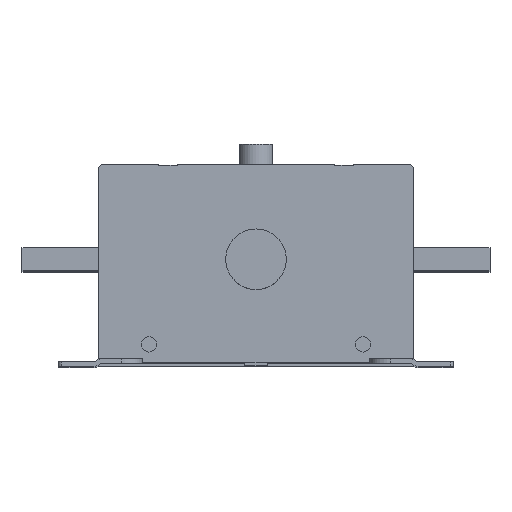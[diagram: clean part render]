
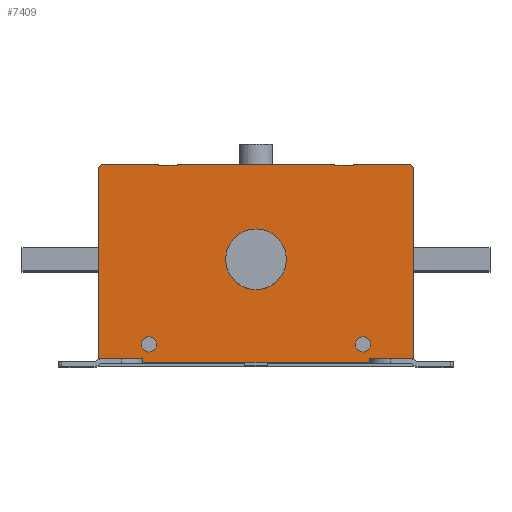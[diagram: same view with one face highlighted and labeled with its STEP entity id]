
A CAD part, top view. The second image highlights one B-rep face of the part: STEP entity #7409.
In plain terms, the highlighted planar face has unit normal (0, 0, 1).
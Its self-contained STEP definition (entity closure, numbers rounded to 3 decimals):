
#224=DIRECTION('',(0.,-1.,0.));
#225=VECTOR('',#224,124.);
#226=CARTESIAN_POINT('',(103.,59.,360.));
#227=LINE('',#226,#225);
#379=DIRECTION('',(-1.,0.,0.));
#380=VECTOR('',#379,147.8);
#381=CARTESIAN_POINT('',(73.9,-67.5,360.));
#382=LINE('',#381,#380);
#506=DIRECTION('',(0.,1.,0.));
#507=VECTOR('',#506,124.);
#508=CARTESIAN_POINT('',(-103.,-65.,360.));
#509=LINE('',#508,#507);
#618=DIRECTION('',(1.,0.,0.));
#619=VECTOR('',#618,36.3);
#620=CARTESIAN_POINT('',(-100.,62.,360.));
#621=LINE('',#620,#619);
#626=DIRECTION('',(0.,-1.,0.));
#627=VECTOR('',#626,0.5);
#628=CARTESIAN_POINT('',(-63.7,62.,360.));
#629=LINE('',#628,#627);
#638=DIRECTION('',(-1.,0.,0.));
#639=VECTOR('',#638,12.2);
#640=CARTESIAN_POINT('',(-51.5,61.5,360.));
#641=LINE('',#640,#639);
#642=DIRECTION('',(0.,-1.,0.));
#643=VECTOR('',#642,0.5);
#644=CARTESIAN_POINT('',(-51.5,62.,360.));
#645=LINE('',#644,#643);
#646=DIRECTION('',(-1.,0.,0.));
#647=VECTOR('',#646,103.);
#648=CARTESIAN_POINT('',(51.5,62.,360.));
#649=LINE('',#648,#647);
#650=DIRECTION('',(0.,1.,0.));
#651=VECTOR('',#650,0.5);
#652=CARTESIAN_POINT('',(51.5,61.5,360.));
#653=LINE('',#652,#651);
#654=DIRECTION('',(-1.,0.,0.));
#655=VECTOR('',#654,12.2);
#656=CARTESIAN_POINT('',(63.7,61.5,360.));
#657=LINE('',#656,#655);
#658=DIRECTION('',(0.,-1.,0.));
#659=VECTOR('',#658,0.5);
#660=CARTESIAN_POINT('',(63.7,62.,360.));
#661=LINE('',#660,#659);
#662=DIRECTION('',(-1.,0.,0.));
#663=VECTOR('',#662,36.3);
#664=CARTESIAN_POINT('',(100.,62.,360.));
#665=LINE('',#664,#663);
#666=CARTESIAN_POINT('',(100.,59.,360.));
#667=DIRECTION('',(0.,0.,1.));
#668=DIRECTION('',(1.,0.,0.));
#669=AXIS2_PLACEMENT_3D('',#666,#667,#668);
#671=DIRECTION('',(1.,0.,0.));
#672=VECTOR('',#671,29.1);
#673=CARTESIAN_POINT('',(73.9,-65.,360.));
#674=LINE('',#673,#672);
#675=DIRECTION('',(0.,1.,0.));
#676=VECTOR('',#675,2.5);
#677=CARTESIAN_POINT('',(73.9,-67.5,360.));
#678=LINE('',#677,#676);
#679=DIRECTION('',(0.,-1.,0.));
#680=VECTOR('',#679,2.5);
#681=CARTESIAN_POINT('',(-73.9,-65.,360.));
#682=LINE('',#681,#680);
#683=DIRECTION('',(1.,0.,0.));
#684=VECTOR('',#683,29.1);
#685=CARTESIAN_POINT('',(-103.,-65.,360.));
#686=LINE('',#685,#684);
#687=CARTESIAN_POINT('',(-100.,59.,360.));
#688=DIRECTION('',(0.,0.,1.));
#689=DIRECTION('',(0.,1.,0.));
#690=AXIS2_PLACEMENT_3D('',#687,#688,#689);
#692=CARTESIAN_POINT('',(0.,0.,360.));
#693=DIRECTION('',(0.,0.,-1.));
#694=DIRECTION('',(-1.,0.,0.));
#695=AXIS2_PLACEMENT_3D('',#692,#693,#694);
#697=CARTESIAN_POINT('',(0.,0.,360.));
#698=DIRECTION('',(0.,0.,-1.));
#699=DIRECTION('',(1.,0.,0.));
#700=AXIS2_PLACEMENT_3D('',#697,#698,#699);
#702=CARTESIAN_POINT('',(-70.,-55.63,360.));
#703=DIRECTION('',(0.,0.,-1.));
#704=DIRECTION('',(-1.,0.,0.));
#705=AXIS2_PLACEMENT_3D('',#702,#703,#704);
#707=CARTESIAN_POINT('',(-70.,-55.63,360.));
#708=DIRECTION('',(0.,0.,-1.));
#709=DIRECTION('',(1.,0.,0.));
#710=AXIS2_PLACEMENT_3D('',#707,#708,#709);
#712=CARTESIAN_POINT('',(70.,-55.63,360.));
#713=DIRECTION('',(0.,0.,-1.));
#714=DIRECTION('',(-1.,0.,0.));
#715=AXIS2_PLACEMENT_3D('',#712,#713,#714);
#717=CARTESIAN_POINT('',(70.,-55.63,360.));
#718=DIRECTION('',(0.,0.,-1.));
#719=DIRECTION('',(1.,0.,0.));
#720=AXIS2_PLACEMENT_3D('',#717,#718,#719);
#5938=CARTESIAN_POINT('',(103.,-65.,360.));
#5939=VERTEX_POINT('',#5938);
#5940=CARTESIAN_POINT('',(73.9,-65.,360.));
#5941=VERTEX_POINT('',#5940);
#5974=CARTESIAN_POINT('',(73.9,-67.5,360.));
#5975=VERTEX_POINT('',#5974);
#6064=CARTESIAN_POINT('',(-73.9,-67.5,360.));
#6065=VERTEX_POINT('',#6064);
#6066=CARTESIAN_POINT('',(-73.9,-65.,360.));
#6067=VERTEX_POINT('',#6066);
#6150=CARTESIAN_POINT('',(-103.,-65.,360.));
#6151=VERTEX_POINT('',#6150);
#6740=CARTESIAN_POINT('',(103.,59.,360.));
#6741=VERTEX_POINT('',#6740);
#6742=CARTESIAN_POINT('',(100.,62.,360.));
#6743=VERTEX_POINT('',#6742);
#6744=CARTESIAN_POINT('',(63.7,62.,360.));
#6745=VERTEX_POINT('',#6744);
#6746=CARTESIAN_POINT('',(63.7,61.5,360.));
#6747=VERTEX_POINT('',#6746);
#6748=CARTESIAN_POINT('',(51.5,61.5,360.));
#6749=VERTEX_POINT('',#6748);
#6750=CARTESIAN_POINT('',(51.5,62.,360.));
#6751=VERTEX_POINT('',#6750);
#6752=CARTESIAN_POINT('',(-51.5,62.,360.));
#6753=VERTEX_POINT('',#6752);
#6754=CARTESIAN_POINT('',(-51.5,61.5,360.));
#6755=VERTEX_POINT('',#6754);
#6756=CARTESIAN_POINT('',(-63.7,61.5,360.));
#6757=VERTEX_POINT('',#6756);
#6758=CARTESIAN_POINT('',(-63.7,62.,360.));
#6759=VERTEX_POINT('',#6758);
#6760=CARTESIAN_POINT('',(-100.,62.,360.));
#6761=VERTEX_POINT('',#6760);
#6762=CARTESIAN_POINT('',(-103.,59.,360.));
#6763=VERTEX_POINT('',#6762);
#6780=CARTESIAN_POINT('',(-19.8,0.,360.));
#6782=VERTEX_POINT('',#6780);
#6786=CARTESIAN_POINT('',(19.8,0.,360.));
#6787=VERTEX_POINT('',#6786);
#6788=CARTESIAN_POINT('',(-75.,-55.63,360.));
#6790=VERTEX_POINT('',#6788);
#6794=CARTESIAN_POINT('',(-65.,-55.63,360.));
#6795=VERTEX_POINT('',#6794);
#6796=CARTESIAN_POINT('',(65.,-55.63,360.));
#6798=VERTEX_POINT('',#6796);
#6802=CARTESIAN_POINT('',(75.,-55.63,360.));
#6803=VERTEX_POINT('',#6802);
#7354=CARTESIAN_POINT('',(0.,-2.75,360.));
#7355=DIRECTION('',(0.,0.,1.));
#7356=DIRECTION('',(1.,0.,0.));
#7357=AXIS2_PLACEMENT_3D('',#7354,#7355,#7356);
#7358=PLANE('',#7357);
#7360=ORIENTED_EDGE('',*,*,#7359,.F.);
#7362=ORIENTED_EDGE('',*,*,#7361,.F.);
#7364=ORIENTED_EDGE('',*,*,#7363,.F.);
#7366=ORIENTED_EDGE('',*,*,#7365,.F.);
#7368=ORIENTED_EDGE('',*,*,#7367,.F.);
#7370=ORIENTED_EDGE('',*,*,#7369,.F.);
#7372=ORIENTED_EDGE('',*,*,#7371,.F.);
#7374=ORIENTED_EDGE('',*,*,#7373,.F.);
#7375=ORIENTED_EDGE('',*,*,#7076,.T.);
#7377=ORIENTED_EDGE('',*,*,#7376,.F.);
#7379=ORIENTED_EDGE('',*,*,#7378,.F.);
#7380=ORIENTED_EDGE('',*,*,#7170,.T.);
#7382=ORIENTED_EDGE('',*,*,#7381,.F.);
#7384=ORIENTED_EDGE('',*,*,#7383,.F.);
#7385=ORIENTED_EDGE('',*,*,#7245,.T.);
#7386=ORIENTED_EDGE('',*,*,#7316,.F.);
#7387=ORIENTED_EDGE('',*,*,#7331,.T.);
#7388=ORIENTED_EDGE('',*,*,#7344,.T.);
#7389=EDGE_LOOP('',(#7360,#7362,#7364,#7366,#7368,#7370,#7372,#7374,#7375,#7377,
#7379,#7380,#7382,#7384,#7385,#7386,#7387,#7388));
#7390=FACE_OUTER_BOUND('',#7389,.F.);
#7392=ORIENTED_EDGE('',*,*,#7391,.F.);
#7394=ORIENTED_EDGE('',*,*,#7393,.F.);
#7395=EDGE_LOOP('',(#7392,#7394));
#7396=FACE_BOUND('',#7395,.F.);
#7398=ORIENTED_EDGE('',*,*,#7397,.F.);
#7400=ORIENTED_EDGE('',*,*,#7399,.F.);
#7401=EDGE_LOOP('',(#7398,#7400));
#7402=FACE_BOUND('',#7401,.F.);
#7404=ORIENTED_EDGE('',*,*,#7403,.F.);
#7406=ORIENTED_EDGE('',*,*,#7405,.F.);
#7407=EDGE_LOOP('',(#7404,#7406));
#7408=FACE_BOUND('',#7407,.F.);
#670=CIRCLE('',#669,3.);
#691=CIRCLE('',#690,3.);
#696=CIRCLE('',#695,19.8);
#701=CIRCLE('',#700,19.8);
#706=CIRCLE('',#705,5.);
#711=CIRCLE('',#710,5.);
#716=CIRCLE('',#715,5.);
#721=CIRCLE('',#720,5.);
#7076=EDGE_CURVE('',#6741,#5939,#227,.T.);
#7170=EDGE_CURVE('',#5975,#6065,#382,.T.);
#7245=EDGE_CURVE('',#6151,#6763,#509,.T.);
#7316=EDGE_CURVE('',#6761,#6763,#691,.T.);
#7331=EDGE_CURVE('',#6761,#6759,#621,.T.);
#7344=EDGE_CURVE('',#6759,#6757,#629,.T.);
#7359=EDGE_CURVE('',#6755,#6757,#641,.T.);
#7361=EDGE_CURVE('',#6753,#6755,#645,.T.);
#7363=EDGE_CURVE('',#6751,#6753,#649,.T.);
#7365=EDGE_CURVE('',#6749,#6751,#653,.T.);
#7367=EDGE_CURVE('',#6747,#6749,#657,.T.);
#7369=EDGE_CURVE('',#6745,#6747,#661,.T.);
#7371=EDGE_CURVE('',#6743,#6745,#665,.T.);
#7373=EDGE_CURVE('',#6741,#6743,#670,.T.);
#7376=EDGE_CURVE('',#5941,#5939,#674,.T.);
#7378=EDGE_CURVE('',#5975,#5941,#678,.T.);
#7381=EDGE_CURVE('',#6067,#6065,#682,.T.);
#7383=EDGE_CURVE('',#6151,#6067,#686,.T.);
#7391=EDGE_CURVE('',#6782,#6787,#696,.T.);
#7393=EDGE_CURVE('',#6787,#6782,#701,.T.);
#7397=EDGE_CURVE('',#6790,#6795,#706,.T.);
#7399=EDGE_CURVE('',#6795,#6790,#711,.T.);
#7403=EDGE_CURVE('',#6798,#6803,#716,.T.);
#7405=EDGE_CURVE('',#6803,#6798,#721,.T.);
#7409=ADVANCED_FACE('',(#7390,#7396,#7402,#7408),#7358,.T.);
